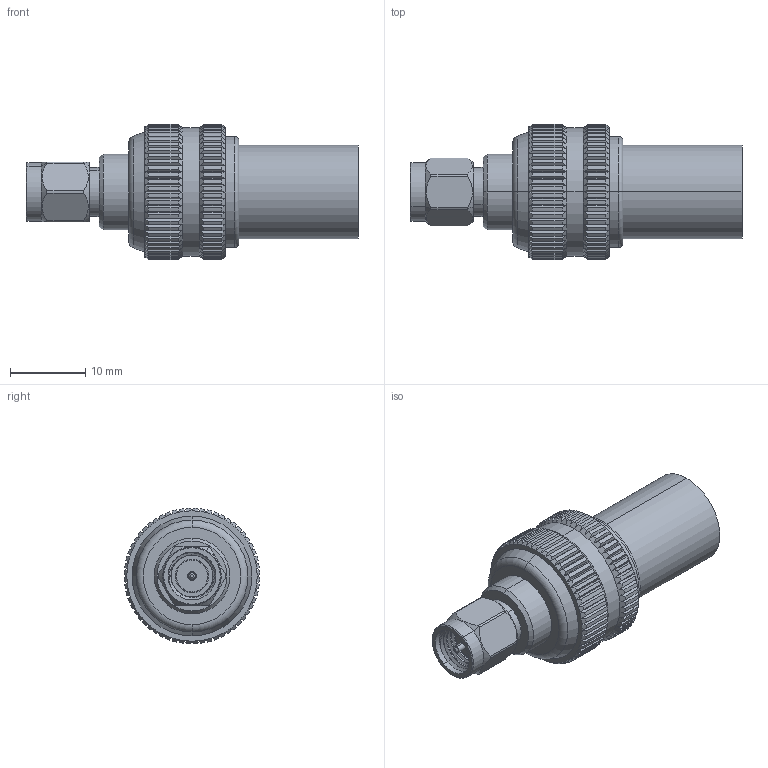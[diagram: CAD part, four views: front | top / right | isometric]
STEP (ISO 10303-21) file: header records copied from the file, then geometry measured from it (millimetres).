
FILE_DESCRIPTION (( 'STEP AP214' ), '1' );
FILE_NAME ('FMCN5296_3D.step', '2024-10-10T23:11:01', ( '' ), ( '' ), 'SwSTEP 2.0', 'SolidWorks 2022', '' );
FILE_SCHEMA (( 'AUTOMOTIVE_DESIGN' ));
Length unit declared in the file: inch
Products named in the file (1): FMCN5296_3D
Bounding box: 44.04 x 18 x 18 mm (x, y, z)
Volume: 4598 mm3; surface area: 3602.9 mm2
Topology: 2 solids, 2 shells, 532 faces, 1387 edges, 874 vertices
Faces by surface type: plane 265, cylinder 173, cone 85, bspline 5, torus 4
Entity records: 18780 total; most frequent: CARTESIAN_POINT 6383, ORIENTED_EDGE 2774, DIRECTION 2327, EDGE_CURVE 1387, AXIS2_PLACEMENT_3D 942, VERTEX_POINT 874, EDGE_LOOP 549, ADVANCED_FACE 532
